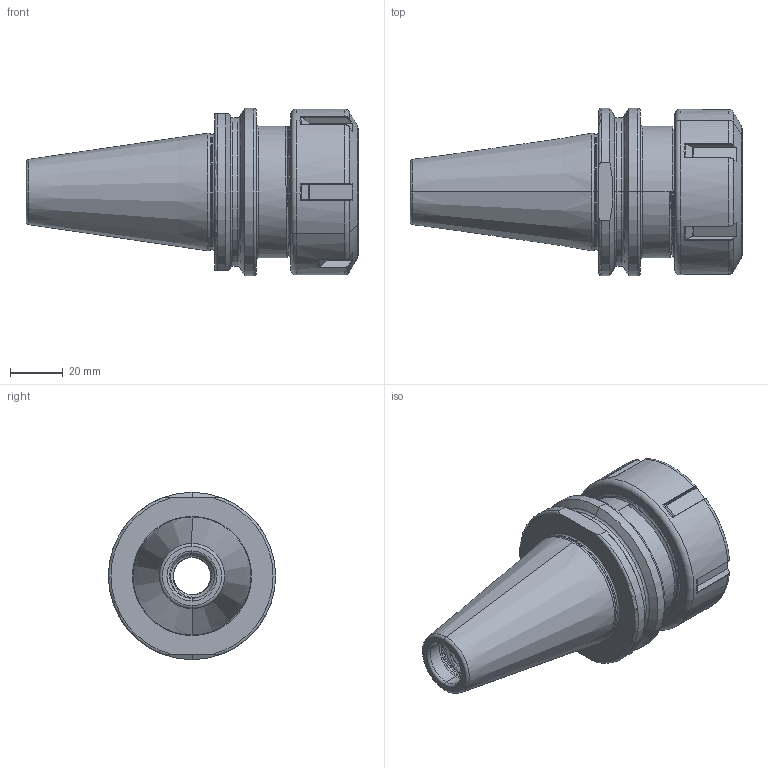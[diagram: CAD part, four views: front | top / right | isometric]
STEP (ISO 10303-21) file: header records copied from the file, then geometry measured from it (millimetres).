
FILE_DESCRIPTION (( 'STEP AP203' ), '1' );
FILE_NAME ('402.62.26.STEP', '2016-11-26T06:00:21', ( '' ), ( '' ), 'SwSTEP 2.0', 'SolidWorks 2012', '' );
FILE_SCHEMA (( 'CONFIG_CONTROL_DESIGN' ));
Length unit declared in the file: millimetre
Products named in the file (3): 402.62.26; 2-01.100.0400260C7_ER40螺帽(六溝)
Assembly tree (2 placements, depth 2):
  402.62.26
    402.62.26
    2-01.100.0400260C7_ER40螺帽(六溝)
Bounding box: 126.1 x 63.55 x 63.55 mm (x, y, z)
Volume: 153584.4 mm3; surface area: 46458.8 mm2
Topology: 2 solids, 2 shells, 283 faces, 739 edges, 462 vertices
Faces by surface type: cylinder 111, torus 53, plane 51, bspline 44, cone 24
Entity records: 18803 total; most frequent: CARTESIAN_POINT 12418, ORIENTED_EDGE 1474, DIRECTION 1071, EDGE_CURVE 737, VERTEX_POINT 462, AXIS2_PLACEMENT_3D 433, EDGE_LOOP 291, ADVANCED_FACE 283
